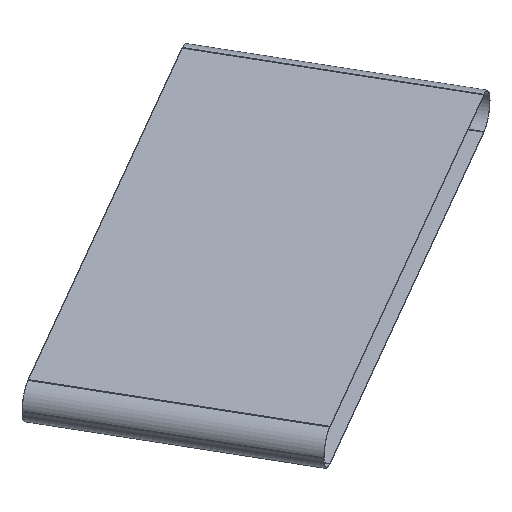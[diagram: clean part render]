
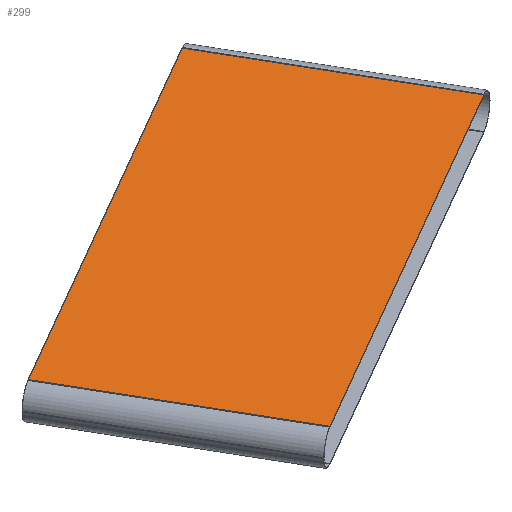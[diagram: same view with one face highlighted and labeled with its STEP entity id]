
A CAD part, isometric view. The second image highlights one B-rep face of the part: STEP entity #299.
In plain terms, the highlighted face is planar.
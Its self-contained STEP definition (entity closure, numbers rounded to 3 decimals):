
#3 = CARTESIAN_POINT ( 'NONE',  ( -533.64, -21., 280. ) ) ;
#29 = VECTOR ( 'NONE', #569, 1000. ) ;
#32 = EDGE_CURVE ( 'NONE', #157, #63, #347, .T. ) ;
#54 = ORIENTED_EDGE ( 'NONE', *, *, #158, .F. ) ;
#63 = VERTEX_POINT ( 'NONE', #385 ) ;
#99 = PLANE ( 'NONE',  #317 ) ;
#104 = VECTOR ( 'NONE', #274, 1000. ) ;
#116 = ORIENTED_EDGE ( 'NONE', *, *, #396, .T. ) ;
#157 = VERTEX_POINT ( 'NONE', #212 ) ;
#158 = EDGE_CURVE ( 'NONE', #503, #157, #387, .T. ) ;
#163 = DIRECTION ( 'NONE',  ( 0., 0., -1. ) ) ;
#177 = LINE ( 'NONE', #3, #508 ) ;
#183 = DIRECTION ( 'NONE',  ( 0., 0., -1. ) ) ;
#212 = CARTESIAN_POINT ( 'NONE',  ( 0., -21., 280. ) ) ;
#231 = CARTESIAN_POINT ( 'NONE',  ( 0., -21., 280. ) ) ;
#256 = CARTESIAN_POINT ( 'NONE',  ( 0., -21., 280. ) ) ;
#274 = DIRECTION ( 'NONE',  ( 1., 0., 0. ) ) ;
#299 = ADVANCED_FACE ( 'NONE', ( #498 ), #99, .F. ) ;
#300 = CARTESIAN_POINT ( 'NONE',  ( -533.64, -21., 0. ) ) ;
#317 = AXIS2_PLACEMENT_3D ( 'NONE', #231, #532, #499 ) ;
#327 = ORIENTED_EDGE ( 'NONE', *, *, #352, .T. ) ;
#347 = LINE ( 'NONE', #478, #461 ) ;
#352 = EDGE_CURVE ( 'NONE', #420, #63, #494, .T. ) ;
#360 = CARTESIAN_POINT ( 'NONE',  ( 0., -21., 0. ) ) ;
#385 = CARTESIAN_POINT ( 'NONE',  ( 0., -21., 0. ) ) ;
#387 = LINE ( 'NONE', #256, #29 ) ;
#396 = EDGE_CURVE ( 'NONE', #503, #420, #177, .T. ) ;
#413 = ORIENTED_EDGE ( 'NONE', *, *, #32, .F. ) ;
#420 = VERTEX_POINT ( 'NONE', #300 ) ;
#461 = VECTOR ( 'NONE', #163, 1000. ) ;
#478 = CARTESIAN_POINT ( 'NONE',  ( 0., -21., 280. ) ) ;
#494 = LINE ( 'NONE', #360, #104 ) ;
#498 = FACE_OUTER_BOUND ( 'NONE', #548, .T. ) ;
#499 = DIRECTION ( 'NONE',  ( 0., 0., 1. ) ) ;
#503 = VERTEX_POINT ( 'NONE', #560 ) ;
#508 = VECTOR ( 'NONE', #183, 1000. ) ;
#532 = DIRECTION ( 'NONE',  ( 0., 1., 0. ) ) ;
#548 = EDGE_LOOP ( 'NONE', ( #327, #413, #54, #116 ) ) ;
#560 = CARTESIAN_POINT ( 'NONE',  ( -533.64, -21., 280. ) ) ;
#569 = DIRECTION ( 'NONE',  ( 1., 0., 0. ) ) ;
